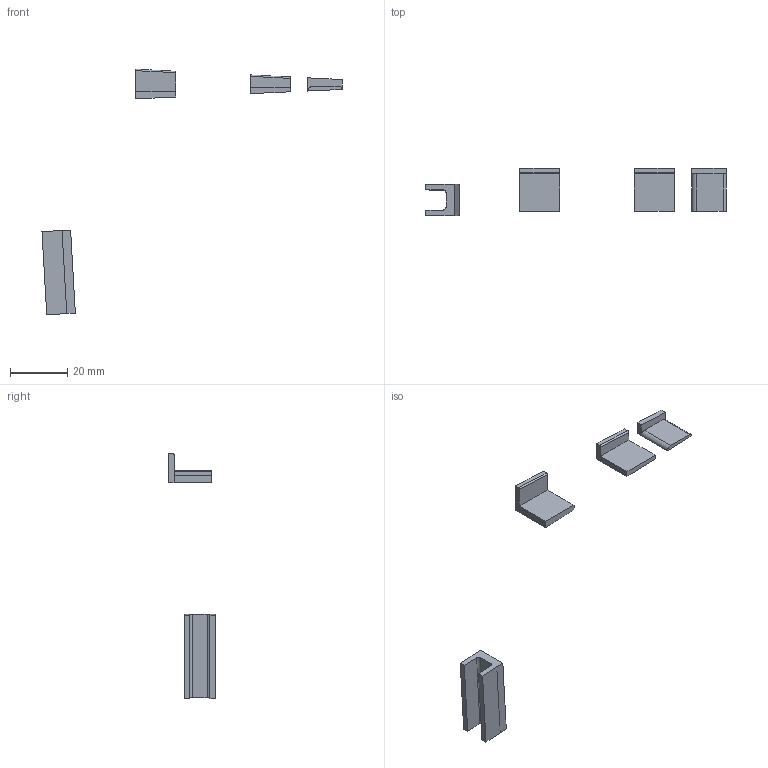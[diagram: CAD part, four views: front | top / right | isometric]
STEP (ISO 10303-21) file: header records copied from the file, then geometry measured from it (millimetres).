
FILE_DESCRIPTION(/* description */ (''),/* implementation_level */ '2;1');
FILE_NAME(/* name */ '',/* time_stamp */ '2025-07-18T09:19:24+08:00',/* author */ (''),/* organization */ (''),/* preprocessor_version */ 'ST-DEVELOPER v20.1',/* originating_system */ 'Autodesk Translation Framework v14.10.0.0',/* authorisation */ '');
FILE_SCHEMA (('AUTOMOTIVE_DESIGN { 1 0 10303 214 3 1 1 }'));
Length unit declared in the file: millimetre
Products named in the file (5): ROBOT; 零部件1; 零部件2; 零部件3; 零部件4
Assembly tree (4 placements, depth 2):
  ROBOT
    零部件1
    零部件2
    零部件3
    零部件4
Bounding box: 104.55 x 16.5 x 85.54 mm (x, y, z)
Volume: 3245.6 mm3; surface area: 3639.8 mm2
Topology: 4 solids, 4 shells, 50 faces, 114 edges, 72 vertices
Faces by surface type: plane 44, cylinder 6
Entity records: 1530 total; most frequent: CARTESIAN_POINT 245, DIRECTION 244, ORIENTED_EDGE 228, EDGE_CURVE 114, LINE 102, VECTOR 102, VERTEX_POINT 72, AXIS2_PLACEMENT_3D 71
